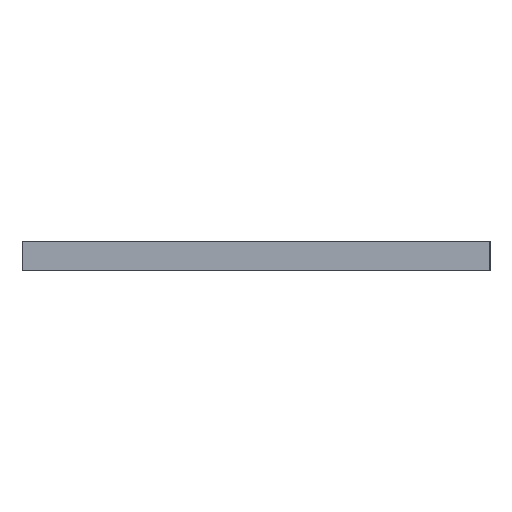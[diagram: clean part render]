
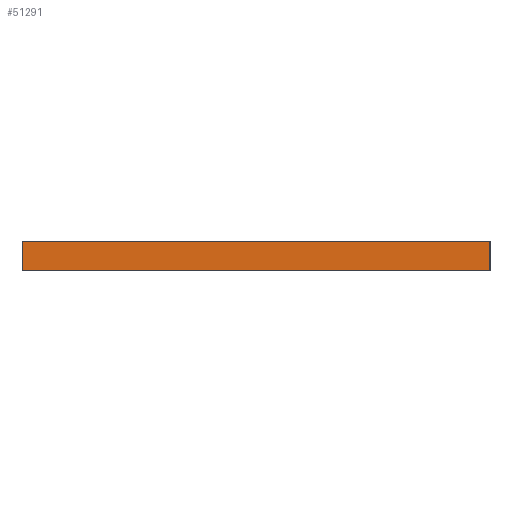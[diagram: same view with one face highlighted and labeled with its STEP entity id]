
A CAD part, left-side view. The second image highlights one B-rep face of the part: STEP entity #51291.
In plain terms, the highlighted planar face has unit normal (-1, 0, 0).
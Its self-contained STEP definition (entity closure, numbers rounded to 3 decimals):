
#2378=LINE('',#82367,#7255);
#2455=LINE('',#82621,#7332);
#3934=LINE('',#86459,#8811);
#3935=LINE('',#86460,#8812);
#7255=VECTOR('',#65002,10.);
#7332=VECTOR('',#65287,10.);
#8811=VECTOR('',#70106,10.);
#8812=VECTOR('',#70107,10.);
#13188=FACE_OUTER_BOUND('',#16269,.T.);
#16269=EDGE_LOOP('',(#43573,#43574,#43575,#43576));
#23932=VERTEX_POINT('',#82364);
#23933=VERTEX_POINT('',#82366);
#24003=VERTEX_POINT('',#82614);
#24006=VERTEX_POINT('',#82619);
#29335=EDGE_CURVE('',#23932,#23933,#2378,.T.);
#29460=EDGE_CURVE('',#24006,#24003,#2455,.T.);
#31341=EDGE_CURVE('',#23932,#24003,#3934,.T.);
#31342=EDGE_CURVE('',#23933,#24006,#3935,.T.);
#43573=ORIENTED_EDGE('',*,*,#29335,.F.);
#43574=ORIENTED_EDGE('',*,*,#31341,.T.);
#43575=ORIENTED_EDGE('',*,*,#29460,.F.);
#43576=ORIENTED_EDGE('',*,*,#31342,.F.);
#49009=PLANE('',#56624);
#51291=ADVANCED_FACE('',(#13188),#49009,.T.);
#56624=AXIS2_PLACEMENT_3D('',#86458,#70104,#70105);
#65002=DIRECTION('',(0.,1.,0.));
#65287=DIRECTION('',(0.,-1.,0.));
#70104=DIRECTION('center_axis',(-1.,0.,0.));
#70105=DIRECTION('ref_axis',(0.,-1.,0.));
#70106=DIRECTION('',(0.,0.,1.));
#70107=DIRECTION('',(0.,0.,1.));
#82364=CARTESIAN_POINT('',(109.5,517.5,36.));
#82366=CARTESIAN_POINT('',(109.5,832.5,36.));
#82367=CARTESIAN_POINT('',(109.5,517.5,36.));
#82614=CARTESIAN_POINT('',(109.5,517.5,56.));
#82619=CARTESIAN_POINT('',(109.5,832.5,56.));
#82621=CARTESIAN_POINT('',(109.5,517.5,56.));
#86458=CARTESIAN_POINT('Origin',(109.5,832.5,36.));
#86459=CARTESIAN_POINT('',(109.5,517.5,36.));
#86460=CARTESIAN_POINT('',(109.5,832.5,36.));
